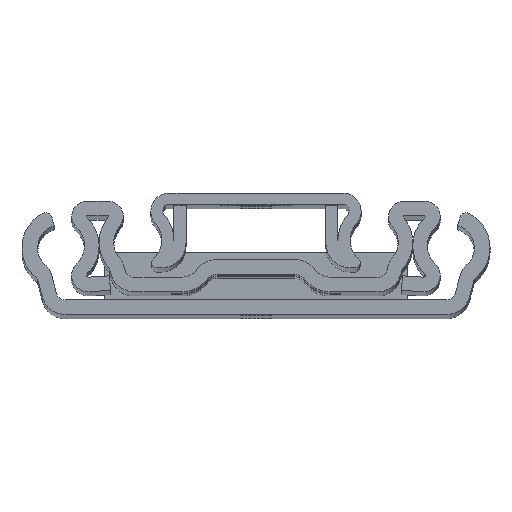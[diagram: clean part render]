
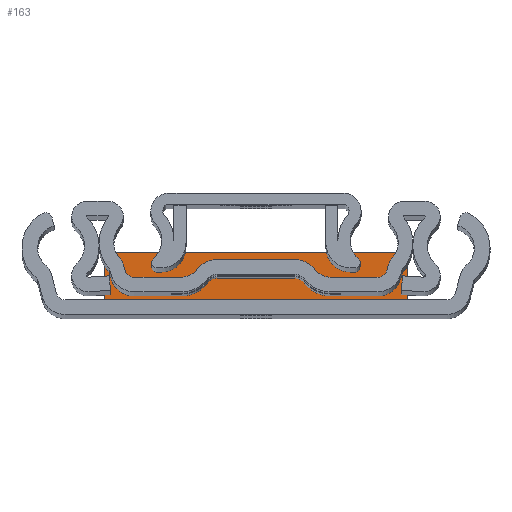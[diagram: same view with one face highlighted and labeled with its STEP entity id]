
A CAD part, top view. The second image highlights one B-rep face of the part: STEP entity #163.
In plain terms, the highlighted planar face has unit normal (0, 0, 1).
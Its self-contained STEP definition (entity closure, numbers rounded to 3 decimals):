
#163 = ADVANCED_FACE ( 'NONE', ( #3629 ), #3112, .F. ) ;
#203 = EDGE_CURVE ( 'NONE', #9866, #9920, #3699, .T. ) ;
#206 = EDGE_CURVE ( 'NONE', #9866, #9880, #3706, .T. ) ;
#207 = EDGE_CURVE ( 'NONE', #9701, #9880, #3708, .T. ) ;
#208 = EDGE_CURVE ( 'NONE', #9920, #9701, #3710, .T. ) ;
#520 = ORIENTED_EDGE ( 'NONE', *, *, #207, .T. ) ;
#521 = ORIENTED_EDGE ( 'NONE', *, *, #206, .F. ) ;
#522 = ORIENTED_EDGE ( 'NONE', *, *, #203, .T. ) ;
#523 = ORIENTED_EDGE ( 'NONE', *, *, #208, .T. ) ;
#1166 = EDGE_LOOP ( 'NONE', ( #520, #521, #522, #523 ) ) ;
#3074 = CARTESIAN_POINT ( 'NONE',  ( 25., 11., -200.8 ) ) ;
#3112 = PLANE ( 'NONE',  #3415 ) ;
#3124 = DIRECTION ( 'NONE',  ( 0., 0., -1. ) ) ;
#3125 = DIRECTION ( 'NONE',  ( -1., 0., 0. ) ) ;
#3415 = AXIS2_PLACEMENT_3D ( 'NONE', #3074, #3124, #3125 ) ;
#3629 = FACE_OUTER_BOUND ( 'NONE', #1166, .T. ) ;
#3699 = LINE ( 'NONE', #3891, #3701 ) ;
#3701 = VECTOR ( 'NONE', #3902, 1000. ) ;
#3706 = LINE ( 'NONE', #3907, #3707 ) ;
#3707 = VECTOR ( 'NONE', #3908, 1000. ) ;
#3708 = LINE ( 'NONE', #3909, #3709 ) ;
#3709 = VECTOR ( 'NONE', #3910, 1000. ) ;
#3710 = LINE ( 'NONE', #3911, #3711 ) ;
#3711 = VECTOR ( 'NONE', #3912, 1000. ) ;
#3891 = CARTESIAN_POINT ( 'NONE',  ( 25., -19.3, -200.8 ) ) ;
#3902 = DIRECTION ( 'NONE',  ( 0., 1., 0. ) ) ;
#3907 = CARTESIAN_POINT ( 'NONE',  ( 31.434, 2.4, -200.8 ) ) ;
#3908 = DIRECTION ( 'NONE',  ( -1., 0., 0. ) ) ;
#3909 = CARTESIAN_POINT ( 'NONE',  ( -25., -19.3, -200.8 ) ) ;
#3910 = DIRECTION ( 'NONE',  ( 0., -1., 0. ) ) ;
#3911 = CARTESIAN_POINT ( 'NONE',  ( -25., 11., -200.8 ) ) ;
#3912 = DIRECTION ( 'NONE',  ( -1., 0., 0. ) ) ;
#9068 = CARTESIAN_POINT ( 'NONE',  ( -25., 11., -200.8 ) ) ;
#9237 = CARTESIAN_POINT ( 'NONE',  ( 25., 2.4, -200.8 ) ) ;
#9251 = CARTESIAN_POINT ( 'NONE',  ( -25., 2.4, -200.8 ) ) ;
#9291 = CARTESIAN_POINT ( 'NONE',  ( 25., 11., -200.8 ) ) ;
#9701 = VERTEX_POINT ( 'NONE', #9068 ) ;
#9866 = VERTEX_POINT ( 'NONE', #9237 ) ;
#9880 = VERTEX_POINT ( 'NONE', #9251 ) ;
#9920 = VERTEX_POINT ( 'NONE', #9291 ) ;
